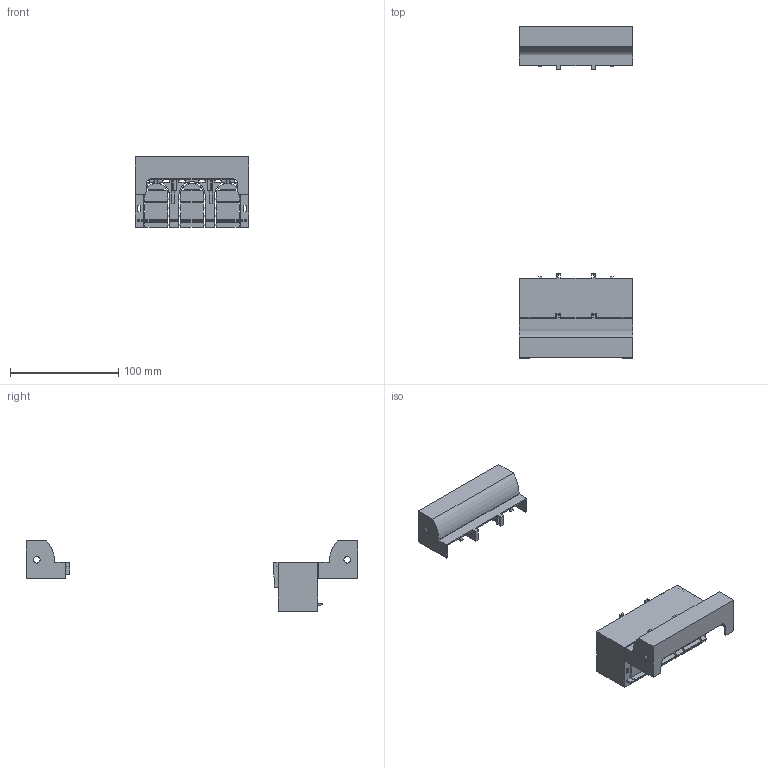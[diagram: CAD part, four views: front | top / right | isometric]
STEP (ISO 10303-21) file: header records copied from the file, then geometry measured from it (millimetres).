
FILE_DESCRIPTION(('CATIA V5 STEP'),'2;1');
FILE_NAME('T8053140_L_Hoehenausgleichsadapter-HAA-KETO-00-3_70-90_ou_Systemmass-300.stp','2017-08-31T08:54:10+00:00',('none'),('Jean Müller GmbH'),'CATIA Version 5 Release 19 SP 9 (IN-10)','CATIA V5 STEP AP214','none');
FILE_SCHEMA(('AUTOMOTIVE_DESIGN { 1 0 10303 214 1 1 1 1 }'));
Length unit declared in the file: millimetre
Products named in the file (3): T8053140_L_Hoehenausgleichsadapter HAA-KETO-00-3/70-90/ou Systemmaß 300; 34173_L_Anschlussraumabdeckung kurz; 34283_L_Ausgleichsblende 00/2 SST-60mm/70-90
Assembly tree (3 placements, depth 2):
  T8053140_L_Hoehenausgleichsadapter HAA-KETO-00-3/70-90/ou Systemmaß 300
    34173_L_Anschlussraumabdeckung kurz
    34283_L_Ausgleichsblende 00/2 SST-60mm/70-90  x2
Bounding box: 105 x 306.36 x 65 mm (x, y, z)
Volume: 44976.1 mm3; surface area: 71493.3 mm2
Topology: 3 solids, 3 shells, 617 faces, 1956 edges, 1306 vertices
Faces by surface type: plane 535, cylinder 82
Entity records: 17798 total; most frequent: CARTESIAN_POINT 3617, ORIENTED_EDGE 3518, DIRECTION 2083, EDGE_CURVE 1759, VECTOR 1517, LINE 1517, VERTEX_POINT 1175, EDGE_LOOP 596
